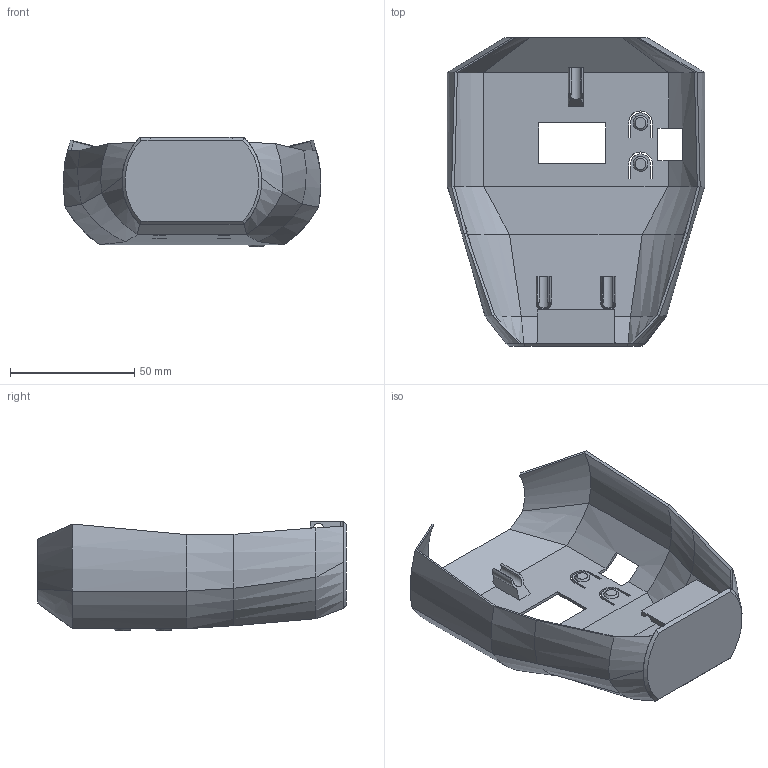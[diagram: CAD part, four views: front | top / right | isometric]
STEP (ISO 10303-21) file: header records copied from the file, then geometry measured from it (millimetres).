
FILE_DESCRIPTION(('FreeCAD Model'),'2;1');
FILE_NAME('Open CASCADE Shape Model','2024-03-14T19:33:21',(''),(''), 'Open CASCADE STEP processor 7.6','FreeCAD','Unknown');
FILE_SCHEMA(('AUTOMOTIVE_DESIGN { 1 0 10303 214 1 1 1 1 }'));
Length unit declared in the file: millimetre
Products named in the file (1): Cover new
Bounding box: 103.77 x 124.2 x 44 mm (x, y, z)
Volume: 23730.8 mm3; surface area: 43622.8 mm2
Topology: 1 solids, 1 shells, 144 faces, 370 edges, 234 vertices
Faces by surface type: bspline 60, plane 59, cylinder 19, cone 6
Entity records: 13052 total; most frequent: CARTESIAN_POINT 6454, DIRECTION 928, ORIENTED_EDGE 740, PCURVE 740, DEFINITIONAL_REPRESENTATION 740, LINE 554, VECTOR 554, B_SPLINE_CURVE_WITH_KNOTS 419
